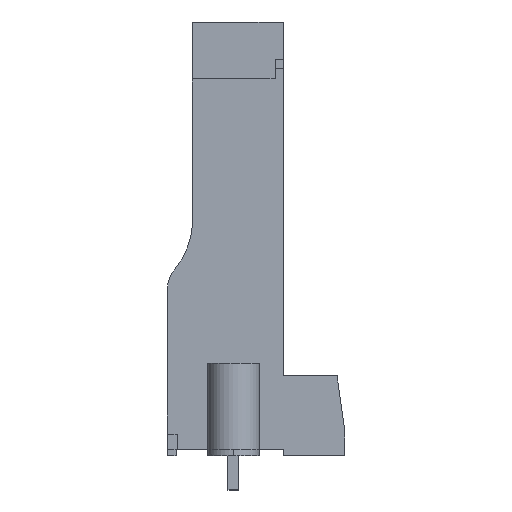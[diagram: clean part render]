
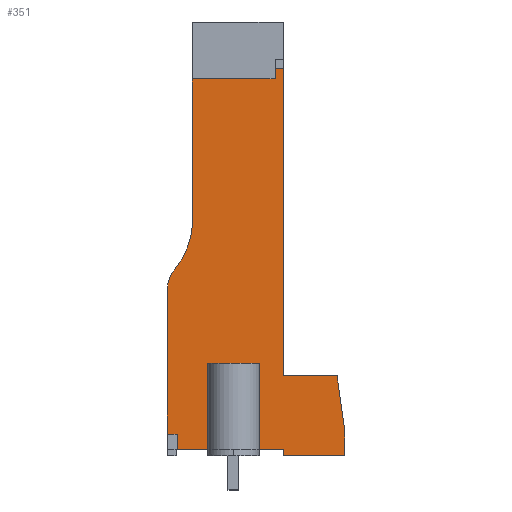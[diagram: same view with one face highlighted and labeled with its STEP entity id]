
A CAD part, left-side view. The second image highlights one B-rep face of the part: STEP entity #351.
In plain terms, the highlighted planar face has unit normal (-1, 0, 0).
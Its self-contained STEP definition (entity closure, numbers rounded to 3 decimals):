
#203=AXIS2_PLACEMENT_3D('Plane Axis2P3D',#200,#201,#202) ;
#298=AXIS2_PLACEMENT_3D('Circle Axis2P3D',#296,#297,$) ;
#305=AXIS2_PLACEMENT_3D('Circle Axis2P3D',#303,#304,$) ;
#49=CARTESIAN_POINT('Vertex',(3.88,0.,3.2)) ;
#52=CARTESIAN_POINT('Line Origine',(3.88,2.85,3.2)) ;
#56=CARTESIAN_POINT('Vertex',(3.88,5.7,3.2)) ;
#184=CARTESIAN_POINT('Vertex',(3.88,0.,5.7)) ;
#187=CARTESIAN_POINT('Line Origine',(3.88,0.,4.45)) ;
#200=CARTESIAN_POINT('Axis2P3D Location',(3.88,16.46,0.)) ;
#205=CARTESIAN_POINT('Line Origine',(3.88,14.15,3.8)) ;
#209=CARTESIAN_POINT('Vertex',(3.88,15.56,3.8)) ;
#211=CARTESIAN_POINT('Vertex',(3.88,12.74,3.8)) ;
#214=CARTESIAN_POINT('Line Origine',(3.88,12.74,7.8)) ;
#218=CARTESIAN_POINT('Vertex',(3.88,12.74,11.8)) ;
#221=CARTESIAN_POINT('Line Origine',(3.88,10.34,11.8)) ;
#225=CARTESIAN_POINT('Vertex',(3.88,7.94,11.8)) ;
#228=CARTESIAN_POINT('Line Origine',(3.88,7.94,7.8)) ;
#232=CARTESIAN_POINT('Vertex',(3.88,7.94,3.8)) ;
#235=CARTESIAN_POINT('Line Origine',(3.88,6.82,3.8)) ;
#239=CARTESIAN_POINT('Vertex',(3.88,5.7,3.8)) ;
#242=CARTESIAN_POINT('Line Origine',(3.88,5.7,3.5)) ;
#247=CARTESIAN_POINT('Line Origine',(3.88,0.345,8.155)) ;
#251=CARTESIAN_POINT('Vertex',(3.88,0.69,10.609)) ;
#254=CARTESIAN_POINT('Line Origine',(3.88,3.195,10.609)) ;
#258=CARTESIAN_POINT('Vertex',(3.88,5.7,10.609)) ;
#261=CARTESIAN_POINT('Line Origine',(3.88,5.7,24.915)) ;
#265=CARTESIAN_POINT('Vertex',(3.88,5.7,39.22)) ;
#268=CARTESIAN_POINT('Line Origine',(3.88,6.08,39.22)) ;
#272=CARTESIAN_POINT('Vertex',(3.88,6.46,39.22)) ;
#275=CARTESIAN_POINT('Line Origine',(3.88,6.46,38.72)) ;
#279=CARTESIAN_POINT('Vertex',(3.88,6.46,38.22)) ;
#282=CARTESIAN_POINT('Line Origine',(3.88,10.3,38.22)) ;
#286=CARTESIAN_POINT('Vertex',(3.88,14.14,38.22)) ;
#289=CARTESIAN_POINT('Line Origine',(3.88,14.14,31.46)) ;
#293=CARTESIAN_POINT('Vertex',(3.88,14.14,24.7)) ;
#296=CARTESIAN_POINT('Axis2P3D Location',(3.88,21.131,25.065)) ;
#300=CARTESIAN_POINT('Vertex',(3.88,15.761,20.573)) ;
#303=CARTESIAN_POINT('Axis2P3D Location',(3.88,13.46,18.649)) ;
#307=CARTESIAN_POINT('Vertex',(3.88,16.46,18.649)) ;
#310=CARTESIAN_POINT('Line Origine',(3.88,16.46,11.924)) ;
#314=CARTESIAN_POINT('Vertex',(3.88,16.46,5.2)) ;
#317=CARTESIAN_POINT('Line Origine',(3.88,16.01,5.2)) ;
#321=CARTESIAN_POINT('Vertex',(3.88,15.56,5.2)) ;
#324=CARTESIAN_POINT('Line Origine',(3.88,15.56,4.5)) ;
#53=DIRECTION('Vector Direction',(0.,-1.,0.)) ;
#188=DIRECTION('Vector Direction',(0.,0.,1.)) ;
#201=DIRECTION('Axis2P3D Direction',(-1.,0.,0.)) ;
#202=DIRECTION('Axis2P3D XDirection',(0.,-1.,0.)) ;
#206=DIRECTION('Vector Direction',(0.,1.,0.)) ;
#215=DIRECTION('Vector Direction',(0.,0.,-1.)) ;
#222=DIRECTION('Vector Direction',(0.,1.,0.)) ;
#229=DIRECTION('Vector Direction',(0.,0.,-1.)) ;
#236=DIRECTION('Vector Direction',(0.,1.,0.)) ;
#243=DIRECTION('Vector Direction',(0.,0.,-1.)) ;
#248=DIRECTION('Vector Direction',(0.,-0.139,-0.99)) ;
#255=DIRECTION('Vector Direction',(0.,-1.,0.)) ;
#262=DIRECTION('Vector Direction',(0.,0.,-1.)) ;
#269=DIRECTION('Vector Direction',(0.,-1.,0.)) ;
#276=DIRECTION('Vector Direction',(0.,0.,1.)) ;
#283=DIRECTION('Vector Direction',(0.,-1.,0.)) ;
#290=DIRECTION('Vector Direction',(0.,0.,-1.)) ;
#297=DIRECTION('Axis2P3D Direction',(-1.,0.,0.)) ;
#304=DIRECTION('Axis2P3D Direction',(-1.,0.,0.)) ;
#311=DIRECTION('Vector Direction',(0.,0.,1.)) ;
#318=DIRECTION('Vector Direction',(0.,1.,0.)) ;
#325=DIRECTION('Vector Direction',(0.,0.,1.)) ;
#54=VECTOR('Line Direction',#53,1.) ;
#189=VECTOR('Line Direction',#188,1.) ;
#207=VECTOR('Line Direction',#206,1.) ;
#216=VECTOR('Line Direction',#215,1.) ;
#223=VECTOR('Line Direction',#222,1.) ;
#230=VECTOR('Line Direction',#229,1.) ;
#237=VECTOR('Line Direction',#236,1.) ;
#244=VECTOR('Line Direction',#243,1.) ;
#249=VECTOR('Line Direction',#248,1.) ;
#256=VECTOR('Line Direction',#255,1.) ;
#263=VECTOR('Line Direction',#262,1.) ;
#270=VECTOR('Line Direction',#269,1.) ;
#277=VECTOR('Line Direction',#276,1.) ;
#284=VECTOR('Line Direction',#283,1.) ;
#291=VECTOR('Line Direction',#290,1.) ;
#312=VECTOR('Line Direction',#311,1.) ;
#319=VECTOR('Line Direction',#318,1.) ;
#326=VECTOR('Line Direction',#325,1.) ;
#330=ORIENTED_EDGE('',*,*,#213,.T.) ;
#331=ORIENTED_EDGE('',*,*,#220,.F.) ;
#332=ORIENTED_EDGE('',*,*,#227,.F.) ;
#333=ORIENTED_EDGE('',*,*,#234,.T.) ;
#334=ORIENTED_EDGE('',*,*,#241,.T.) ;
#335=ORIENTED_EDGE('',*,*,#246,.T.) ;
#336=ORIENTED_EDGE('',*,*,#58,.T.) ;
#337=ORIENTED_EDGE('',*,*,#191,.T.) ;
#338=ORIENTED_EDGE('',*,*,#253,.T.) ;
#339=ORIENTED_EDGE('',*,*,#260,.T.) ;
#340=ORIENTED_EDGE('',*,*,#267,.T.) ;
#341=ORIENTED_EDGE('',*,*,#274,.F.) ;
#342=ORIENTED_EDGE('',*,*,#281,.F.) ;
#343=ORIENTED_EDGE('',*,*,#288,.F.) ;
#344=ORIENTED_EDGE('',*,*,#295,.T.) ;
#345=ORIENTED_EDGE('',*,*,#302,.T.) ;
#346=ORIENTED_EDGE('',*,*,#309,.T.) ;
#347=ORIENTED_EDGE('',*,*,#316,.T.) ;
#348=ORIENTED_EDGE('',*,*,#323,.F.) ;
#349=ORIENTED_EDGE('',*,*,#328,.F.) ;
#351=ADVANCED_FACE('HOUSING',(#350),#204,.T.) ;
#299=CIRCLE('generated circle',#298,7.) ;
#306=CIRCLE('generated circle',#305,3.) ;
#58=EDGE_CURVE('',#57,#50,#55,.T.) ;
#191=EDGE_CURVE('',#50,#185,#190,.T.) ;
#213=EDGE_CURVE('',#210,#212,#208,.F.) ;
#220=EDGE_CURVE('',#219,#212,#217,.T.) ;
#227=EDGE_CURVE('',#226,#219,#224,.T.) ;
#234=EDGE_CURVE('',#226,#233,#231,.T.) ;
#241=EDGE_CURVE('',#233,#240,#238,.F.) ;
#246=EDGE_CURVE('',#240,#57,#245,.T.) ;
#253=EDGE_CURVE('',#185,#252,#250,.F.) ;
#260=EDGE_CURVE('',#252,#259,#257,.F.) ;
#267=EDGE_CURVE('',#259,#266,#264,.F.) ;
#274=EDGE_CURVE('',#273,#266,#271,.T.) ;
#281=EDGE_CURVE('',#280,#273,#278,.T.) ;
#288=EDGE_CURVE('',#287,#280,#285,.T.) ;
#295=EDGE_CURVE('',#287,#294,#292,.T.) ;
#302=EDGE_CURVE('',#294,#301,#299,.F.) ;
#309=EDGE_CURVE('',#301,#308,#306,.T.) ;
#316=EDGE_CURVE('',#308,#315,#313,.F.) ;
#323=EDGE_CURVE('',#322,#315,#320,.T.) ;
#328=EDGE_CURVE('',#210,#322,#327,.T.) ;
#329=EDGE_LOOP('',(#330,#331,#332,#333,#334,#335,#336,#337,#338,#339,#340,#341,#342,#343,#344,#345,#346,#347,#348,#349)) ;
#350=FACE_OUTER_BOUND('',#329,.T.) ;
#55=LINE('Line',#52,#54) ;
#190=LINE('Line',#187,#189) ;
#208=LINE('Line',#205,#207) ;
#217=LINE('Line',#214,#216) ;
#224=LINE('Line',#221,#223) ;
#231=LINE('Line',#228,#230) ;
#238=LINE('Line',#235,#237) ;
#245=LINE('Line',#242,#244) ;
#250=LINE('Line',#247,#249) ;
#257=LINE('Line',#254,#256) ;
#264=LINE('Line',#261,#263) ;
#271=LINE('Line',#268,#270) ;
#278=LINE('Line',#275,#277) ;
#285=LINE('Line',#282,#284) ;
#292=LINE('Line',#289,#291) ;
#313=LINE('Line',#310,#312) ;
#320=LINE('Line',#317,#319) ;
#327=LINE('Line',#324,#326) ;
#204=PLANE('',#203) ;
#50=VERTEX_POINT('',#49) ;
#57=VERTEX_POINT('',#56) ;
#185=VERTEX_POINT('',#184) ;
#210=VERTEX_POINT('',#209) ;
#212=VERTEX_POINT('',#211) ;
#219=VERTEX_POINT('',#218) ;
#226=VERTEX_POINT('',#225) ;
#233=VERTEX_POINT('',#232) ;
#240=VERTEX_POINT('',#239) ;
#252=VERTEX_POINT('',#251) ;
#259=VERTEX_POINT('',#258) ;
#266=VERTEX_POINT('',#265) ;
#273=VERTEX_POINT('',#272) ;
#280=VERTEX_POINT('',#279) ;
#287=VERTEX_POINT('',#286) ;
#294=VERTEX_POINT('',#293) ;
#301=VERTEX_POINT('',#300) ;
#308=VERTEX_POINT('',#307) ;
#315=VERTEX_POINT('',#314) ;
#322=VERTEX_POINT('',#321) ;
